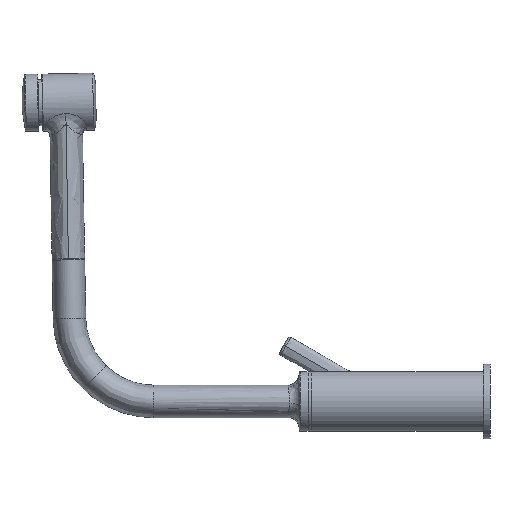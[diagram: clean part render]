
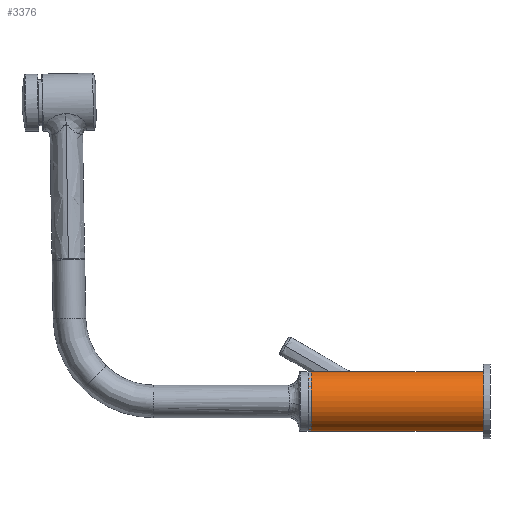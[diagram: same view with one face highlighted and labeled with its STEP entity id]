
A CAD part, left-side view. The second image highlights one B-rep face of the part: STEP entity #3376.
In plain terms, the highlighted cylindrical face has radius 22 mm (diameter 44 mm), a partial arc.
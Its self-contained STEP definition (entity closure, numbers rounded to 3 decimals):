
#155 = CARTESIAN_POINT ( 'NONE',  ( 0., 0., -22. ) ) ;
#305 = CARTESIAN_POINT ( 'NONE',  ( 0., 128.5, -22. ) ) ;
#479 = CARTESIAN_POINT ( 'NONE',  ( 0., 26.637, 22. ) ) ;
#639 = ORIENTED_EDGE ( 'NONE', *, *, #4310, .F. ) ;
#1164 = VERTEX_POINT ( 'NONE', #155 ) ;
#1394 = CARTESIAN_POINT ( 'NONE',  ( 0., 0., 22. ) ) ;
#1503 = CARTESIAN_POINT ( 'NONE',  ( 0., 26.637, -22. ) ) ;
#1972 = LINE ( 'NONE', #1503, #2271 ) ;
#1984 = CARTESIAN_POINT ( 'NONE',  ( 0., 26.637, 0. ) ) ;
#2271 = VECTOR ( 'NONE', #2274, 1000. ) ;
#2274 = DIRECTION ( 'NONE',  ( 0., 1., 0. ) ) ;
#2485 = CARTESIAN_POINT ( 'NONE',  ( 0., 128.5, 0. ) ) ;
#2578 = ORIENTED_EDGE ( 'NONE', *, *, #5505, .T. ) ;
#3170 = EDGE_LOOP ( 'NONE', ( #639, #9085, #2578, #7787 ) ) ;
#3236 = DIRECTION ( 'NONE',  ( 0., 0., 1. ) ) ;
#3376 = ADVANCED_FACE ( 'NONE', ( #4313 ), #4210, .T. ) ;
#3728 = CARTESIAN_POINT ( 'NONE',  ( 0., 0., 0. ) ) ;
#4210 = CYLINDRICAL_SURFACE ( 'NONE', #7888, 22. ) ;
#4281 = DIRECTION ( 'NONE',  ( 0., 1., 0. ) ) ;
#4310 = EDGE_CURVE ( 'NONE', #1164, #8693, #1972, .T. ) ;
#4313 = FACE_OUTER_BOUND ( 'NONE', #3170, .T. ) ;
#4511 = DIRECTION ( 'NONE',  ( 0., 0., 1. ) ) ;
#5505 = EDGE_CURVE ( 'NONE', #9386, #8776, #8872, .T. ) ;
#5548 = CIRCLE ( 'NONE', #8628, 22. ) ;
#5638 = EDGE_CURVE ( 'NONE', #1164, #9386, #6783, .T. ) ;
#5697 = CARTESIAN_POINT ( 'NONE',  ( 0., 128.5, 22. ) ) ;
#5905 = EDGE_CURVE ( 'NONE', #8693, #8776, #5548, .T. ) ;
#6783 = CIRCLE ( 'NONE', #7144, 22. ) ;
#7144 = AXIS2_PLACEMENT_3D ( 'NONE', #3728, #9043, #4511 ) ;
#7375 = DIRECTION ( 'NONE',  ( 0., 1., 0. ) ) ;
#7787 = ORIENTED_EDGE ( 'NONE', *, *, #5905, .F. ) ;
#7835 = DIRECTION ( 'NONE',  ( 0., 1., 0. ) ) ;
#7888 = AXIS2_PLACEMENT_3D ( 'NONE', #1984, #4281, #8809 ) ;
#8628 = AXIS2_PLACEMENT_3D ( 'NONE', #2485, #7835, #3236 ) ;
#8693 = VERTEX_POINT ( 'NONE', #305 ) ;
#8776 = VERTEX_POINT ( 'NONE', #5697 ) ;
#8809 = DIRECTION ( 'NONE',  ( 0., 0., 1. ) ) ;
#8872 = LINE ( 'NONE', #479, #9814 ) ;
#9043 = DIRECTION ( 'NONE',  ( 0., 1., 0. ) ) ;
#9085 = ORIENTED_EDGE ( 'NONE', *, *, #5638, .T. ) ;
#9386 = VERTEX_POINT ( 'NONE', #1394 ) ;
#9814 = VECTOR ( 'NONE', #7375, 1000. ) ;
